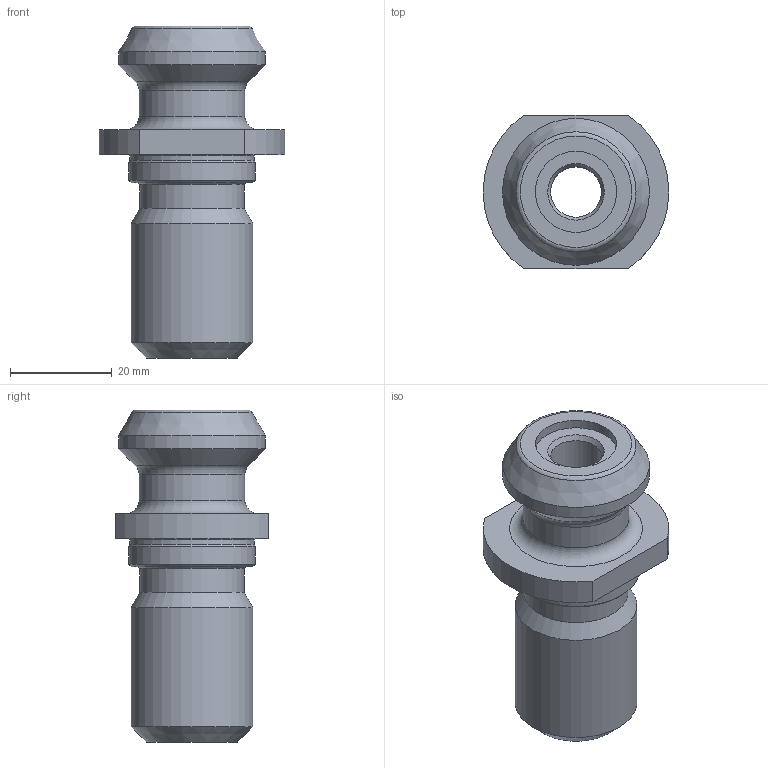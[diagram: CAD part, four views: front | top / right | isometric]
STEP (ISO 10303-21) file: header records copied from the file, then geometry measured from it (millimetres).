
FILE_DESCRIPTION(/* description */ (''),/* implementation_level */ '2;1');
FILE_NAME(/* name */ '1498481120901.stp',/* time_stamp */ '2017-06-26T14:45:24+02:00',/* author */ (''),/* organization */ ('SMS'),/* preprocessor_version */ 'ST-DEVELOPER v15',/* originating_system */ 'SIEMENS PLM Software NX 8.5',/* authorisation */ '');
FILE_SCHEMA (('AUTOMOTIVE_DESIGN { 1 0 10303 214 3 1 1 1 }'));
Length unit declared in the file: millimetre
Products named in the file (1): 201120947MOD000_00
Bounding box: 36.56 x 30.15 x 65.4 mm (x, y, z)
Volume: 26031.4 mm3; surface area: 9076.2 mm2
Topology: 1 solids, 1 shells, 33 faces, 66 edges, 40 vertices
Faces by surface type: cylinder 10, plane 9, cone 9, torus 5
Full cylindrical faces by diameter (mm): 10 x1, 16 x1, 20.5 x1, 20.828 x1, 24 x1, 24.5 x1, 25 x1, 28.956 x1
Entity records: 766 total; most frequent: DIRECTION 146, CARTESIAN_POINT 113, ORIENTED_EDGE 80, AXIS2_PLACEMENT_3D 69, EDGE_LOOP 62, FACE_BOUND 58, EDGE_CURVE 40, VERTEX_POINT 36
